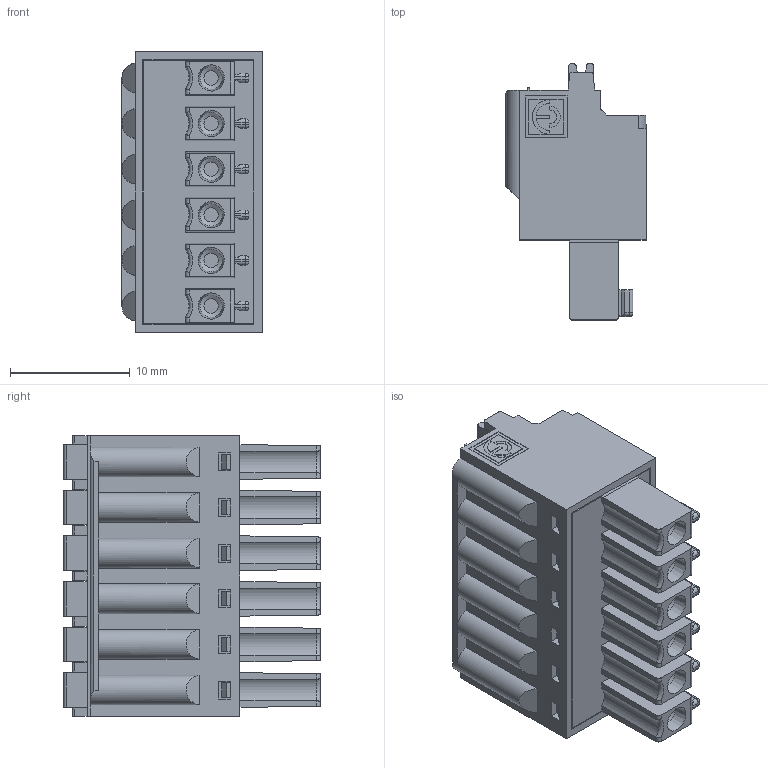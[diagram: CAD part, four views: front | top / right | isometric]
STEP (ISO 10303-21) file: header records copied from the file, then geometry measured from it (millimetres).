
FILE_DESCRIPTION(('STEP AP214'),'1');
FILE_NAME('SHM06-3,81-F.stp','2025-07-01T09:01:54',(' '),(' '),'Spatial InterOp 3D',' ',' ');
FILE_SCHEMA(('AUTOMOTIVE_DESIGN { 1 0 10303 214 1 1 1 1 }'));
Length unit declared in the file: metre
Products named in the file (1): 1751472437
Bounding box: 11.7 x 21.4 x 23.45 mm (x, y, z)
Volume: 3416.1 mm3; surface area: 2639.5 mm2
Topology: 1 solids, 1 shells, 649 faces, 1785 edges, 1164 vertices
Faces by surface type: plane 461, cylinder 151, cone 18, sphere 12, torus 6, extrusion 1
Full cylindrical faces by diameter (mm): 1.2 x6, 3.078 x6
Entity records: 30039 total; most frequent: CARTESIAN_POINT 4855, ORIENTED_EDGE 3438, DIRECTION 3166, EDGE_CURVE 1719, STYLED_ITEM 1411, PRESENTATION_STYLE_ASSIGNMENT 1411, COLOUR_RGB 1411, VECTOR 1320
